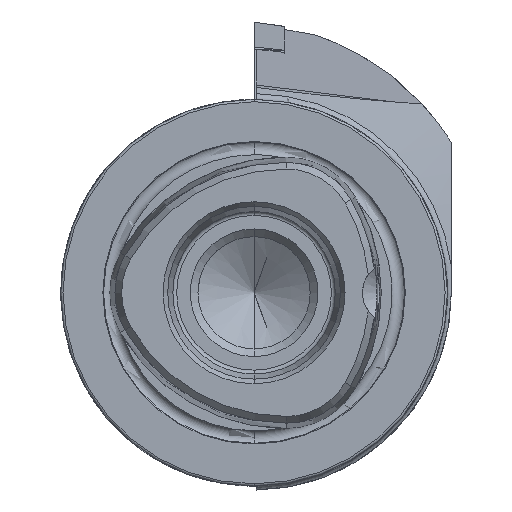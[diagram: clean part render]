
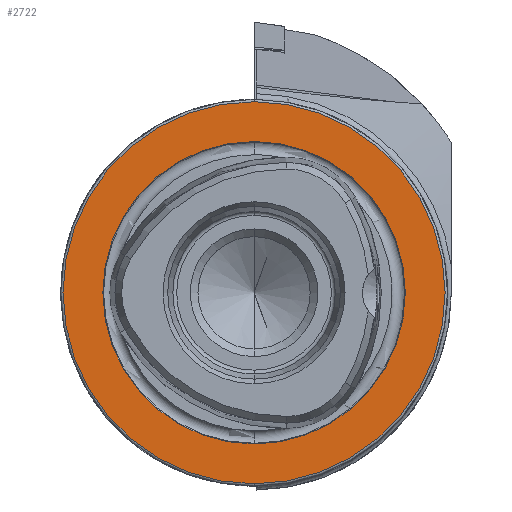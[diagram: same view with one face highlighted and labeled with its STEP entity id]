
A CAD part, left-side view. The second image highlights one B-rep face of the part: STEP entity #2722.
In plain terms, the highlighted planar face has unit normal (-1, 0, 0).
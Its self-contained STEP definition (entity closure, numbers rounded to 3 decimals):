
#654 = EDGE_CURVE ( 'NONE', #996, #993, #1084, .T. ) ;
#655 = EDGE_CURVE ( 'NONE', #992, #999, #1083, .T. ) ;
#992 = VERTEX_POINT ( 'NONE', #6883 ) ;
#993 = VERTEX_POINT ( 'NONE', #6884 ) ;
#996 = VERTEX_POINT ( 'NONE', #6887 ) ;
#999 = VERTEX_POINT ( 'NONE', #6890 ) ;
#1083 = CIRCLE ( 'NONE', #6771, 19.55 ) ;
#1084 = CIRCLE ( 'NONE', #6770, 24.7 ) ;
#2722 = ADVANCED_FACE ( 'NONE', ( #5196, #5194 ), #3375, .F. ) ;
#2807 = ORIENTED_EDGE ( 'NONE', *, *, #655, .F. ) ;
#2808 = ORIENTED_EDGE ( 'NONE', *, *, #8103, .F. ) ;
#2809 = ORIENTED_EDGE ( 'NONE', *, *, #8107, .T. ) ;
#2810 = ORIENTED_EDGE ( 'NONE', *, *, #654, .T. ) ;
#3013 = CIRCLE ( 'NONE', #6706, 19.55 ) ;
#3018 = CIRCLE ( 'NONE', #6709, 24.7 ) ;
#3372 = CARTESIAN_POINT ( 'NONE',  ( 0., 19.55, 0. ) ) ;
#3375 = PLANE ( 'NONE',  #6602 ) ;
#3377 = DIRECTION ( 'NONE',  ( 1., 0., 0. ) ) ;
#3378 = DIRECTION ( 'NONE',  ( 0., 0., -1. ) ) ;
#3489 = CARTESIAN_POINT ( 'NONE',  ( 0., 0., 0. ) ) ;
#3490 = DIRECTION ( 'NONE',  ( -1., 0., 0. ) ) ;
#3491 = DIRECTION ( 'NONE',  ( 0., 0., 1. ) ) ;
#3500 = CARTESIAN_POINT ( 'NONE',  ( 0., 0., 0. ) ) ;
#3501 = DIRECTION ( 'NONE',  ( -1., 0., 0. ) ) ;
#3502 = DIRECTION ( 'NONE',  ( 0., 0., 1. ) ) ;
#5194 = FACE_OUTER_BOUND ( 'NONE', #8784, .T. ) ;
#5196 = FACE_BOUND ( 'NONE', #8783, .T. ) ;
#6602 = AXIS2_PLACEMENT_3D ( 'NONE', #3372, #3377, #3378 ) ;
#6706 = AXIS2_PLACEMENT_3D ( 'NONE', #3489, #3490, #3491 ) ;
#6709 = AXIS2_PLACEMENT_3D ( 'NONE', #3500, #3501, #3502 ) ;
#6770 = AXIS2_PLACEMENT_3D ( 'NONE', #6955, #6956, #6957 ) ;
#6771 = AXIS2_PLACEMENT_3D ( 'NONE', #6959, #6960, #6961 ) ;
#6883 = CARTESIAN_POINT ( 'NONE',  ( 0., 0., 19.55 ) ) ;
#6884 = CARTESIAN_POINT ( 'NONE',  ( 0., 0., 24.7 ) ) ;
#6887 = CARTESIAN_POINT ( 'NONE',  ( 0., 0., -24.7 ) ) ;
#6890 = CARTESIAN_POINT ( 'NONE',  ( 0., 0., -19.55 ) ) ;
#6955 = CARTESIAN_POINT ( 'NONE',  ( 0., 0., 0. ) ) ;
#6956 = DIRECTION ( 'NONE',  ( -1., 0., 0. ) ) ;
#6957 = DIRECTION ( 'NONE',  ( 0., 0., 1. ) ) ;
#6959 = CARTESIAN_POINT ( 'NONE',  ( 0., 0., 0. ) ) ;
#6960 = DIRECTION ( 'NONE',  ( -1., 0., 0. ) ) ;
#6961 = DIRECTION ( 'NONE',  ( 0., 0., 1. ) ) ;
#8103 = EDGE_CURVE ( 'NONE', #999, #992, #3013, .T. ) ;
#8107 = EDGE_CURVE ( 'NONE', #993, #996, #3018, .T. ) ;
#8783 = EDGE_LOOP ( 'NONE', ( #2807, #2808 ) ) ;
#8784 = EDGE_LOOP ( 'NONE', ( #2809, #2810 ) ) ;
